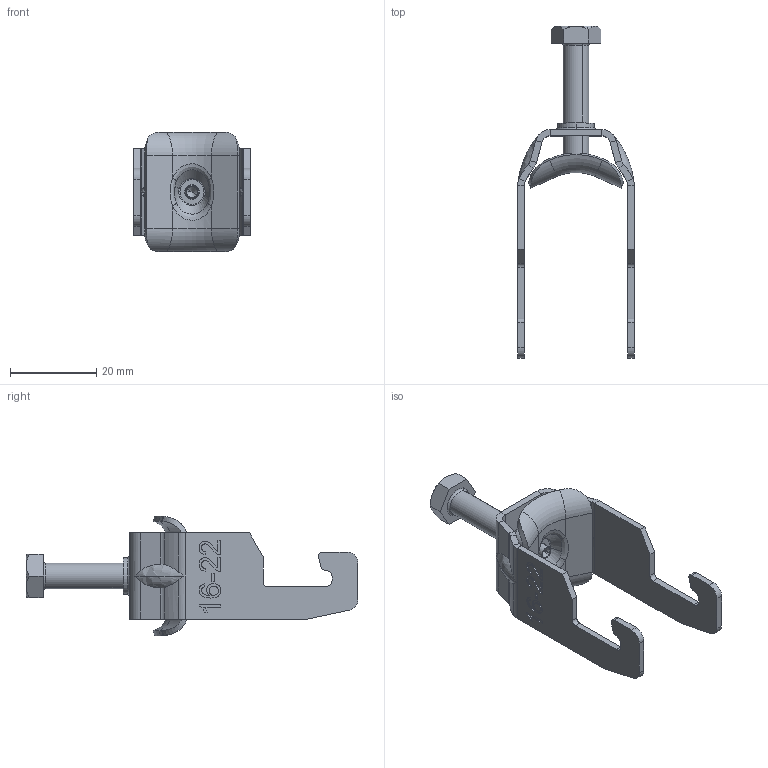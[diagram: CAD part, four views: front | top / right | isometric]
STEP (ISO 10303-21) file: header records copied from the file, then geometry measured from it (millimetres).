
FILE_DESCRIPTION (( 'STEP AP214' ), '1' );
FILE_NAME ('EB451-04.STEP', '2022-06-07T06:38:27', ( '' ), ( '' ), 'SwSTEP 2.0', 'SolidWorks 2020', '' );
FILE_SCHEMA (( 'AUTOMOTIVE_DESIGN' ));
Length unit declared in the file: millimetre
Products named in the file (4): EB108-00-03_M6 x 26; EB401-04-01_Standard; EB151-04-02_Standard; EB451-04
Assembly tree (3 placements, depth 2):
  EB451-04
    EB401-04-01_Standard
    EB108-00-03_M6 x 26
    EB151-04-02_Standard
Bounding box: 27 x 77 x 27.8 mm (x, y, z)
Volume: 4915.4 mm3; surface area: 6820.1 mm2
Topology: 3 solids, 3 shells, 284 faces, 736 edges, 466 vertices
Faces by surface type: plane 109, bspline 89, cylinder 62, torus 20, cone 4
Entity records: 15217 total; most frequent: CARTESIAN_POINT 8826, ORIENTED_EDGE 1468, DIRECTION 991, EDGE_CURVE 734, VERTEX_POINT 466, AXIS2_PLACEMENT_3D 335, VECTOR 321, LINE 321
